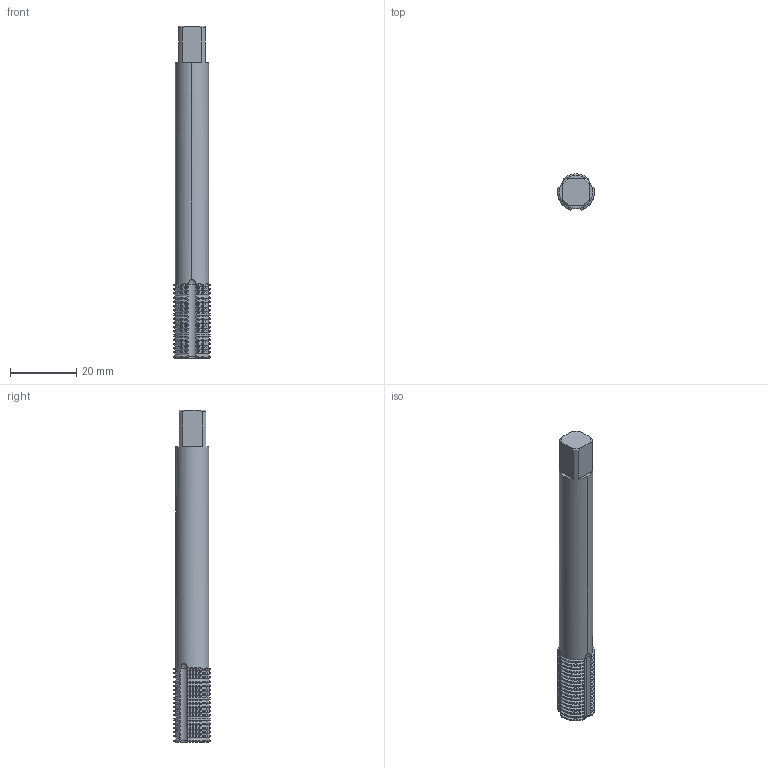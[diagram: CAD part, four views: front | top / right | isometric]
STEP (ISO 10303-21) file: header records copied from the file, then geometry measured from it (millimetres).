
FILE_DESCRIPTION(('no description'),'unknown implementation level');
FILE_NAME('solidWRkMIJ9SpVin1eMaL_6g_IVdtVE_1.STP',' ',('CIM GmbH Aachen'),('CADClick - KiM GmbH - www.kimweb.de'),'unknown preprocess','ACIS','unknown authorization');
FILE_SCHEMA(('automotive_design'));
Length unit declared in the file: millimetre
Products named in the file (2): 1; 2
Bounding box: 11.11 x 10.89 x 100 mm (x, y, z)
Volume: 7789.9 mm3; surface area: 4903.6 mm2
Topology: 2 solids, 2 shells, 394 faces, 1077 edges, 687 vertices
Faces by surface type: cone 192, cylinder 182, plane 17, torus 3
Entity records: 30849 total; most frequent: CARTESIAN_POINT 8983, STYLED_ITEM 2160, PRESENTATION_STYLE_ASSIGNMENT 2160, COLOUR_RGB 2160, ORIENTED_EDGE 2154, DIRECTION 2055, EDGE_CURVE 1077, CURVE_STYLE 1077
